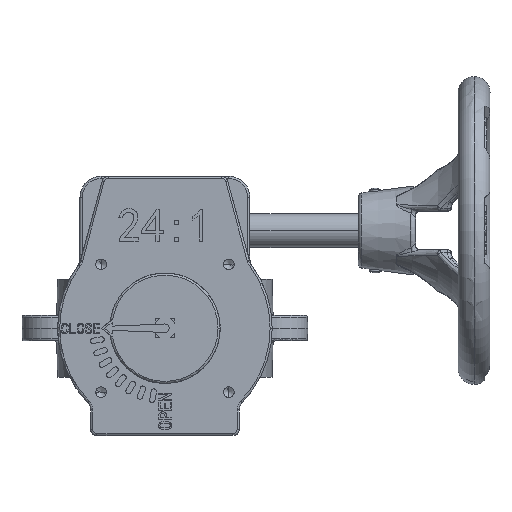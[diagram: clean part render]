
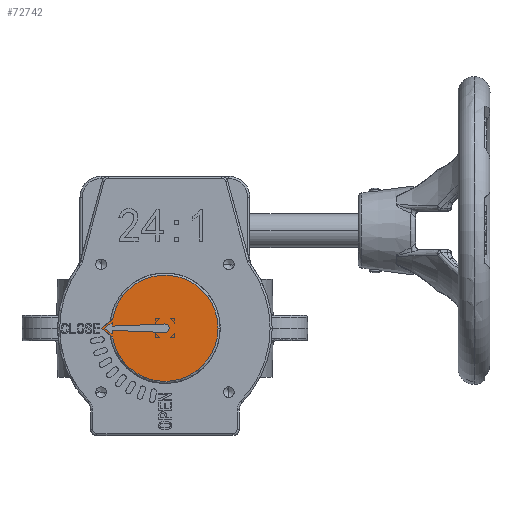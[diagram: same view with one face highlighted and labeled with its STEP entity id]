
A CAD part, front view. The second image highlights one B-rep face of the part: STEP entity #72742.
In plain terms, the highlighted planar face has unit normal (0, -1, 0).
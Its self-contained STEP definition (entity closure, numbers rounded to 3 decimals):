
#108 = DIRECTION ( 'NONE',  ( 1., 0., 0. ) ) ;
#2261 = VECTOR ( 'NONE', #10274, 1000. ) ;
#2627 = DIRECTION ( 'NONE',  ( 1., 0., 0. ) ) ;
#2799 = EDGE_CURVE ( 'NONE', #71221, #10178, #30837, .T. ) ;
#3189 = LINE ( 'NONE', #9473, #15256 ) ;
#3501 = ORIENTED_EDGE ( 'NONE', *, *, #2799, .T. ) ;
#3522 = CARTESIAN_POINT ( 'NONE',  ( -24.662, -201.6, 4.096 ) ) ;
#4108 = DIRECTION ( 'NONE',  ( -0.793, 0., -0.609 ) ) ;
#4112 = ORIENTED_EDGE ( 'NONE', *, *, #5093, .T. ) ;
#4839 = VECTOR ( 'NONE', #56980, 1000. ) ;
#5093 = EDGE_CURVE ( 'NONE', #7849, #16770, #49351, .T. ) ;
#5424 = VERTEX_POINT ( 'NONE', #3522 ) ;
#5563 = DIRECTION ( 'NONE',  ( 0., -1., 0. ) ) ;
#5658 = CARTESIAN_POINT ( 'NONE',  ( -30., -201.6, 0. ) ) ;
#5761 = ORIENTED_EDGE ( 'NONE', *, *, #15021, .T. ) ;
#5972 = DIRECTION ( 'NONE',  ( 0., 1., 0. ) ) ;
#6144 = CARTESIAN_POINT ( 'NONE',  ( -28.357, -201.6, 0. ) ) ;
#6474 = EDGE_CURVE ( 'NONE', #66048, #71221, #3189, .T. ) ;
#7403 = CARTESIAN_POINT ( 'NONE',  ( -24.855, -201.6, 1. ) ) ;
#7849 = VERTEX_POINT ( 'NONE', #16840 ) ;
#8193 = CARTESIAN_POINT ( 'NONE',  ( 0., -201.6, 0. ) ) ;
#8288 = ORIENTED_EDGE ( 'NONE', *, *, #31391, .T. ) ;
#8849 = LINE ( 'NONE', #64309, #51678 ) ;
#9473 = CARTESIAN_POINT ( 'NONE',  ( -0.08, -201.6, 1.997 ) ) ;
#10178 = VERTEX_POINT ( 'NONE', #55568 ) ;
#10274 = DIRECTION ( 'NONE',  ( -0.793, 0., 0.609 ) ) ;
#12863 = VERTEX_POINT ( 'NONE', #72791 ) ;
#15021 = EDGE_CURVE ( 'NONE', #10178, #39197, #65508, .T. ) ;
#15072 = CARTESIAN_POINT ( 'NONE',  ( -24.855, -201.6, -1. ) ) ;
#15256 = VECTOR ( 'NONE', #32184, 1000. ) ;
#15332 = EDGE_LOOP ( 'NONE', ( #24272, #59985, #3501, #5761, #23691, #4112, #8288 ) ) ;
#16344 = CARTESIAN_POINT ( 'NONE',  ( 0., -201.6, 0. ) ) ;
#16770 = VERTEX_POINT ( 'NONE', #6144 ) ;
#16840 = CARTESIAN_POINT ( 'NONE',  ( -24.855, -201.6, -2.687 ) ) ;
#17567 = EDGE_CURVE ( 'NONE', #12863, #5424, #57542, .T. ) ;
#18838 = LINE ( 'NONE', #53414, #23209 ) ;
#19786 = VERTEX_POINT ( 'NONE', #68628 ) ;
#22786 = VERTEX_POINT ( 'NONE', #50096 ) ;
#23209 = VECTOR ( 'NONE', #31107, 1000. ) ;
#23691 = ORIENTED_EDGE ( 'NONE', *, *, #30261, .T. ) ;
#24272 = ORIENTED_EDGE ( 'NONE', *, *, #43850, .T. ) ;
#25111 = EDGE_CURVE ( 'NONE', #22786, #19786, #61822, .T. ) ;
#26064 = CARTESIAN_POINT ( 'NONE',  ( -30., -201.6, 0. ) ) ;
#28633 = ORIENTED_EDGE ( 'NONE', *, *, #68577, .T. ) ;
#30261 = EDGE_CURVE ( 'NONE', #39197, #7849, #8849, .T. ) ;
#30837 = CIRCLE ( 'NONE', #36787, 2. ) ;
#31107 = DIRECTION ( 'NONE',  ( 0.793, 0., 0.609 ) ) ;
#31202 = CARTESIAN_POINT ( 'NONE',  ( -24.855, -201.6, 0. ) ) ;
#31391 = EDGE_CURVE ( 'NONE', #16770, #54267, #18838, .T. ) ;
#31410 = AXIS2_PLACEMENT_3D ( 'NONE', #38814, #61506, #108 ) ;
#31544 = DIRECTION ( 'NONE',  ( 0., 0., -1. ) ) ;
#31992 = VECTOR ( 'NONE', #4108, 1000. ) ;
#32184 = DIRECTION ( 'NONE',  ( 0.999, 0., 0.04 ) ) ;
#32977 = CARTESIAN_POINT ( 'NONE',  ( -10.509, -201.6, -13.696 ) ) ;
#36787 = AXIS2_PLACEMENT_3D ( 'NONE', #53084, #5972, #57300 ) ;
#37245 = CARTESIAN_POINT ( 'NONE',  ( -0.08, -201.6, -1.997 ) ) ;
#38814 = CARTESIAN_POINT ( 'NONE',  ( 0., -201.6, 0. ) ) ;
#39197 = VERTEX_POINT ( 'NONE', #15072 ) ;
#39764 = ORIENTED_EDGE ( 'NONE', *, *, #17567, .T. ) ;
#39928 = ORIENTED_EDGE ( 'NONE', *, *, #52411, .T. ) ;
#40796 = FACE_BOUND ( 'NONE', #15332, .T. ) ;
#41093 = EDGE_LOOP ( 'NONE', ( #39928, #39764, #28633, #58912 ) ) ;
#42231 = CARTESIAN_POINT ( 'NONE',  ( 0., -201.6, 2. ) ) ;
#43093 = LINE ( 'NONE', #31202, #71036 ) ;
#43850 = EDGE_CURVE ( 'NONE', #54267, #66048, #43093, .T. ) ;
#44611 = DIRECTION ( 'NONE',  ( 0., 0., -1. ) ) ;
#44971 = PLANE ( 'NONE',  #70181 ) ;
#49116 = LINE ( 'NONE', #26064, #31992 ) ;
#49351 = LINE ( 'NONE', #32977, #2261 ) ;
#50096 = CARTESIAN_POINT ( 'NONE',  ( -30., -201.6, 0. ) ) ;
#51678 = VECTOR ( 'NONE', #31544, 1000. ) ;
#52411 = EDGE_CURVE ( 'NONE', #19786, #12863, #63057, .T. ) ;
#53084 = CARTESIAN_POINT ( 'NONE',  ( 0., -201.6, 0. ) ) ;
#53414 = CARTESIAN_POINT ( 'NONE',  ( -10.509, -201.6, 13.696 ) ) ;
#53572 = DIRECTION ( 'NONE',  ( 0., -1., 0. ) ) ;
#54267 = VERTEX_POINT ( 'NONE', #63011 ) ;
#55568 = CARTESIAN_POINT ( 'NONE',  ( 0., -201.6, -2. ) ) ;
#56980 = DIRECTION ( 'NONE',  ( 0.793, 0., -0.609 ) ) ;
#57300 = DIRECTION ( 'NONE',  ( 1., 0., 0. ) ) ;
#57542 = CIRCLE ( 'NONE', #31410, 25. ) ;
#58323 = AXIS2_PLACEMENT_3D ( 'NONE', #8193, #53572, #2627 ) ;
#58912 = ORIENTED_EDGE ( 'NONE', *, *, #25111, .T. ) ;
#58925 = VECTOR ( 'NONE', #59918, 1000. ) ;
#59918 = DIRECTION ( 'NONE',  ( -0.999, 0., 0.04 ) ) ;
#59985 = ORIENTED_EDGE ( 'NONE', *, *, #6474, .T. ) ;
#61506 = DIRECTION ( 'NONE',  ( 0., -1., 0. ) ) ;
#61822 = LINE ( 'NONE', #5658, #4839 ) ;
#63011 = CARTESIAN_POINT ( 'NONE',  ( -24.855, -201.6, 2.687 ) ) ;
#63057 = CIRCLE ( 'NONE', #58323, 25. ) ;
#64309 = CARTESIAN_POINT ( 'NONE',  ( -24.855, -201.6, 0. ) ) ;
#65508 = LINE ( 'NONE', #37245, #58925 ) ;
#65781 = DIRECTION ( 'NONE',  ( 0., 0., -1. ) ) ;
#66048 = VERTEX_POINT ( 'NONE', #7403 ) ;
#68577 = EDGE_CURVE ( 'NONE', #5424, #22786, #49116, .T. ) ;
#68628 = CARTESIAN_POINT ( 'NONE',  ( -24.662, -201.6, -4.096 ) ) ;
#70181 = AXIS2_PLACEMENT_3D ( 'NONE', #16344, #5563, #44611 ) ;
#71036 = VECTOR ( 'NONE', #65781, 1000. ) ;
#71221 = VERTEX_POINT ( 'NONE', #42231 ) ;
#72742 = ADVANCED_FACE ( 'NONE', ( #40796, #72910 ), #44971, .T. ) ;
#72791 = CARTESIAN_POINT ( 'NONE',  ( 25., -201.6, 0. ) ) ;
#72910 = FACE_OUTER_BOUND ( 'NONE', #41093, .T. ) ;
